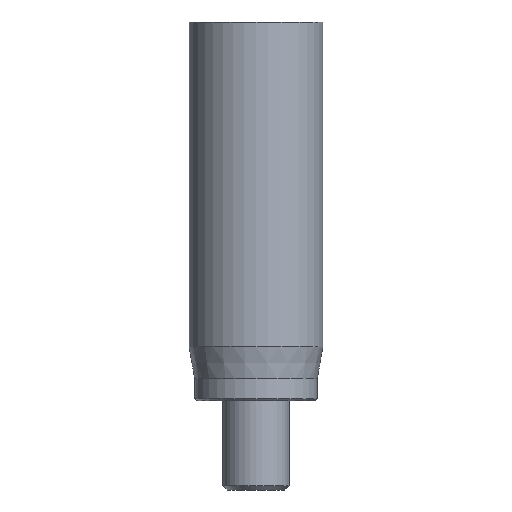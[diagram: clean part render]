
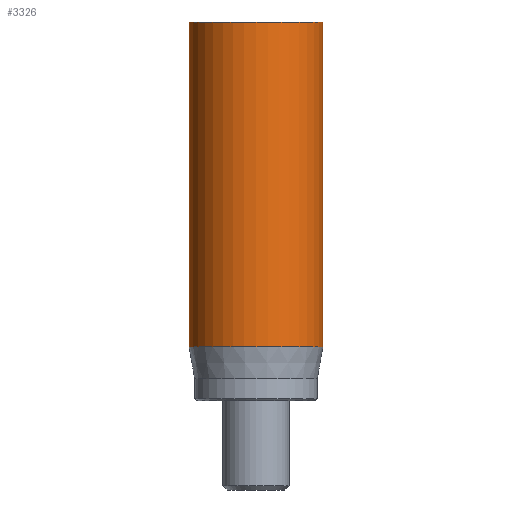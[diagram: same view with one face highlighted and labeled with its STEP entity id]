
A CAD part, front view. The second image highlights one B-rep face of the part: STEP entity #3326.
In plain terms, the highlighted cylindrical face has radius 3 mm (diameter 6 mm), a full revolution.
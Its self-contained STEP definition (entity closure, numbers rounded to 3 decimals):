
#40=CYLINDRICAL_SURFACE('',#3514,3.);
#58=CIRCLE('',#3485,3.);
#74=CIRCLE('',#3512,3.);
#75=CIRCLE('',#3513,3.);
#332=FACE_OUTER_BOUND('',#526,.T.);
#526=EDGE_LOOP('',(#2949,#2950,#2951,#2952,#2953));
#779=LINE('',#6237,#1036);
#1036=VECTOR('',#3953,3.);
#1536=VERTEX_POINT('',#6180);
#1552=VERTEX_POINT('',#6231);
#1553=VERTEX_POINT('',#6232);
#2000=EDGE_CURVE('',#1536,#1536,#58,.T.);
#2024=EDGE_CURVE('',#1552,#1553,#74,.T.);
#2025=EDGE_CURVE('',#1553,#1552,#75,.T.);
#2027=EDGE_CURVE('',#1536,#1552,#779,.T.);
#2949=ORIENTED_EDGE('',*,*,#2000,.T.);
#2950=ORIENTED_EDGE('',*,*,#2027,.T.);
#2951=ORIENTED_EDGE('',*,*,#2024,.T.);
#2952=ORIENTED_EDGE('',*,*,#2025,.T.);
#2953=ORIENTED_EDGE('',*,*,#2027,.F.);
#3326=ADVANCED_FACE('',(#332),#40,.T.);
#3485=AXIS2_PLACEMENT_3D('',#6181,#3884,#3885);
#3512=AXIS2_PLACEMENT_3D('',#6233,#3946,#3947);
#3513=AXIS2_PLACEMENT_3D('',#6234,#3948,#3949);
#3514=AXIS2_PLACEMENT_3D('',#6236,#3951,#3952);
#3884=DIRECTION('center_axis',(0.,0.,-1.));
#3885=DIRECTION('ref_axis',(-1.,0.,0.));
#3946=DIRECTION('center_axis',(0.,0.,1.));
#3947=DIRECTION('ref_axis',(-1.,0.,0.));
#3948=DIRECTION('center_axis',(0.,0.,1.));
#3949=DIRECTION('ref_axis',(-1.,0.,0.));
#3951=DIRECTION('center_axis',(0.,0.,1.));
#3952=DIRECTION('ref_axis',(-1.,0.,0.));
#3953=DIRECTION('',(0.,0.,-1.));
#6180=CARTESIAN_POINT('',(3.,0.,17.));
#6181=CARTESIAN_POINT('Origin',(0.,0.,17.));
#6231=CARTESIAN_POINT('',(3.,0.,2.418));
#6232=CARTESIAN_POINT('',(-3.,0.,2.418));
#6233=CARTESIAN_POINT('Origin',(0.,0.,2.418));
#6234=CARTESIAN_POINT('Origin',(0.,0.,2.418));
#6236=CARTESIAN_POINT('Origin',(0.,0.,0.));
#6237=CARTESIAN_POINT('',(3.,0.,0.));
